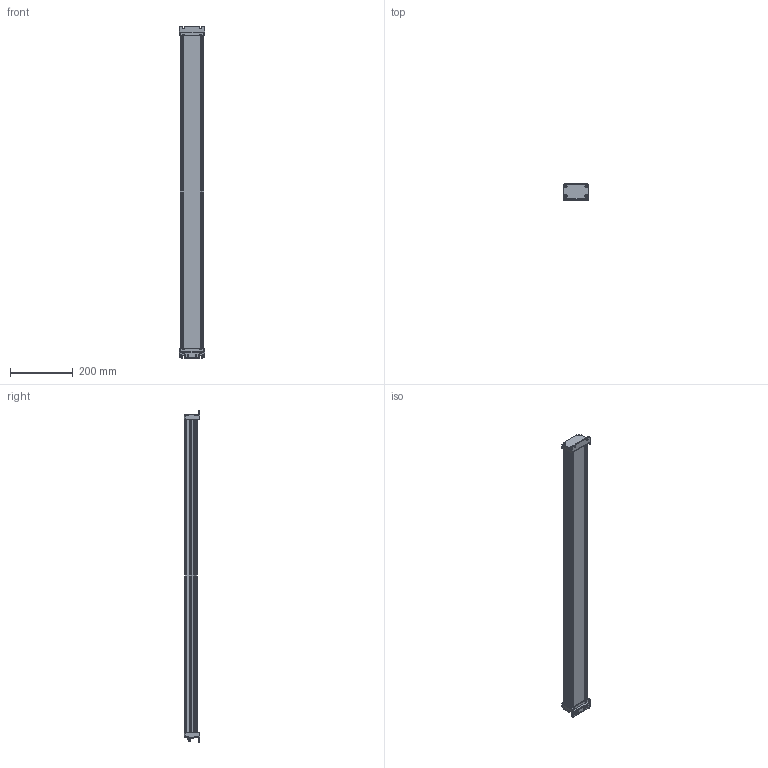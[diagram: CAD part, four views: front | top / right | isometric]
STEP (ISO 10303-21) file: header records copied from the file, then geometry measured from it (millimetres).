
FILE_DESCRIPTION (( 'STEP AP203' ), '1' );
FILE_NAME ('1DC 960-xx.STEP', '2025-04-02T00:56:22', ( '' ), ( '' ), 'SwSTEP 2.0', 'SolidWorks 2017', '' );
FILE_SCHEMA (( 'CONFIG_CONTROL_DESIGN' ));
Products named in the file (1): 1DC 960-xx
Bounding box: 80.73 x 50.76 x 1058.5 mm (x, y, z)
Volume: 846826.2 mm3; surface area: 684120.5 mm2
Topology: 19 solids, 19 shells, 1451 faces, 3720 edges, 2316 vertices
Faces by surface type: plane 547, cylinder 541, bspline 198, cone 137, torus 24, sphere 4
Entity records: 51791 total; most frequent: CARTESIAN_POINT 19276, ORIENTED_EDGE 7344, DIRECTION 6000, EDGE_CURVE 3672, VERTEX_POINT 2308, AXIS2_PLACEMENT_3D 2134, LINE 1732, VECTOR 1732
